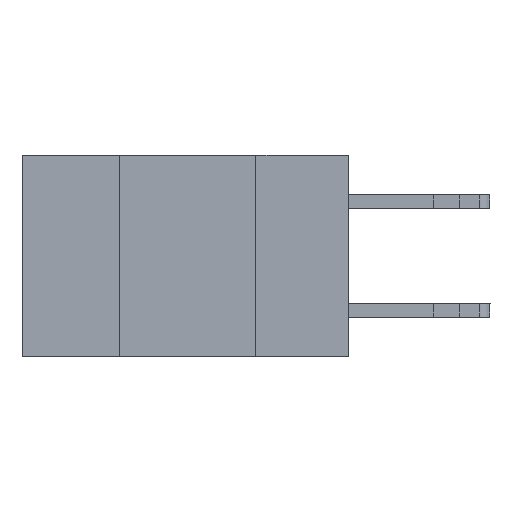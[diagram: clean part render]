
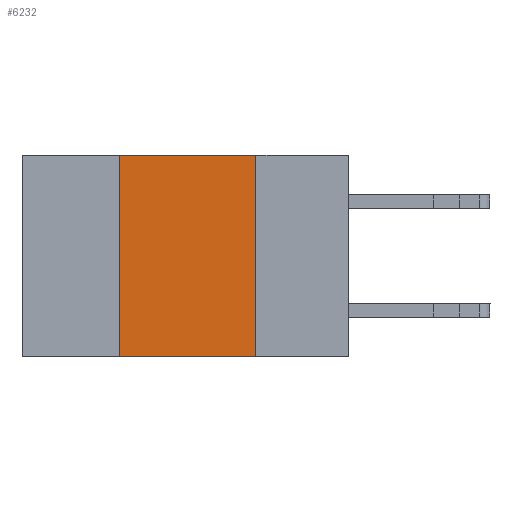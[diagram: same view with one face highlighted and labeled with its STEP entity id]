
A CAD part, left-side view. The second image highlights one B-rep face of the part: STEP entity #6232.
In plain terms, the highlighted planar face has unit normal (-1, 0, 0).
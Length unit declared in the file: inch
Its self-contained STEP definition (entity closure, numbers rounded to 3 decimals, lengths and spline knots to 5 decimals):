
#195 = LINE ( 'NONE', #1690, #3457 ) ;
#352 = FACE_OUTER_BOUND ( 'NONE', #21463, .T. ) ;
#704 = LINE ( 'NONE', #12631, #11276 ) ;
#1690 = CARTESIAN_POINT ( 'NONE',  ( 0., 0.6, -0.37 ) ) ;
#2727 = EDGE_CURVE ( 'NONE', #4958, #13919, #195, .T. ) ;
#3041 = ORIENTED_EDGE ( 'NONE', *, *, #2727, .T. ) ;
#3088 = VECTOR ( 'NONE', #3933, 39.37008 ) ;
#3118 = EDGE_CURVE ( 'NONE', #10200, #13919, #704, .T. ) ;
#3259 = CARTESIAN_POINT ( 'NONE',  ( 0., 0.42, 0. ) ) ;
#3457 = VECTOR ( 'NONE', #12208, 39.37008 ) ;
#3466 = EDGE_CURVE ( 'NONE', #4958, #10756, #16080, .T. ) ;
#3933 = DIRECTION ( 'NONE',  ( 0., -1., 0. ) ) ;
#4025 = CARTESIAN_POINT ( 'NONE',  ( 0., 0.42, -0.37 ) ) ;
#4619 = DIRECTION ( 'NONE',  ( 0., 0., -1. ) ) ;
#4958 = VERTEX_POINT ( 'NONE', #4025 ) ;
#5321 = ORIENTED_EDGE ( 'NONE', *, *, #8793, .F. ) ;
#6232 = ADVANCED_FACE ( 'NONE', ( #352 ), #7778, .F. ) ;
#7186 = ORIENTED_EDGE ( 'NONE', *, *, #3466, .F. ) ;
#7778 = PLANE ( 'NONE',  #9935 ) ;
#8003 = DIRECTION ( 'NONE',  ( 1., 0., 0. ) ) ;
#8793 = EDGE_CURVE ( 'NONE', #10756, #10200, #10092, .T. ) ;
#9935 = AXIS2_PLACEMENT_3D ( 'NONE', #18363, #8003, #4619 ) ;
#10092 = LINE ( 'NONE', #15996, #3088 ) ;
#10200 = VERTEX_POINT ( 'NONE', #16501 ) ;
#10617 = DIRECTION ( 'NONE',  ( 0., 0., 1. ) ) ;
#10756 = VERTEX_POINT ( 'NONE', #3259 ) ;
#11276 = VECTOR ( 'NONE', #16066, 39.37008 ) ;
#12208 = DIRECTION ( 'NONE',  ( 0., -1., 0. ) ) ;
#12311 = CARTESIAN_POINT ( 'NONE',  ( 0., 0.42, 0. ) ) ;
#12631 = CARTESIAN_POINT ( 'NONE',  ( 0., 0.17, 0. ) ) ;
#13919 = VERTEX_POINT ( 'NONE', #17123 ) ;
#15818 = VECTOR ( 'NONE', #10617, 39.37008 ) ;
#15996 = CARTESIAN_POINT ( 'NONE',  ( 0., 0.6, 0. ) ) ;
#16066 = DIRECTION ( 'NONE',  ( 0., 0., -1. ) ) ;
#16080 = LINE ( 'NONE', #12311, #15818 ) ;
#16501 = CARTESIAN_POINT ( 'NONE',  ( 0., 0.17, 0. ) ) ;
#17123 = CARTESIAN_POINT ( 'NONE',  ( 0., 0.17, -0.37 ) ) ;
#18355 = ORIENTED_EDGE ( 'NONE', *, *, #3118, .F. ) ;
#18363 = CARTESIAN_POINT ( 'NONE',  ( 0., 0.6, 0. ) ) ;
#21463 = EDGE_LOOP ( 'NONE', ( #18355, #5321, #7186, #3041 ) ) ;
